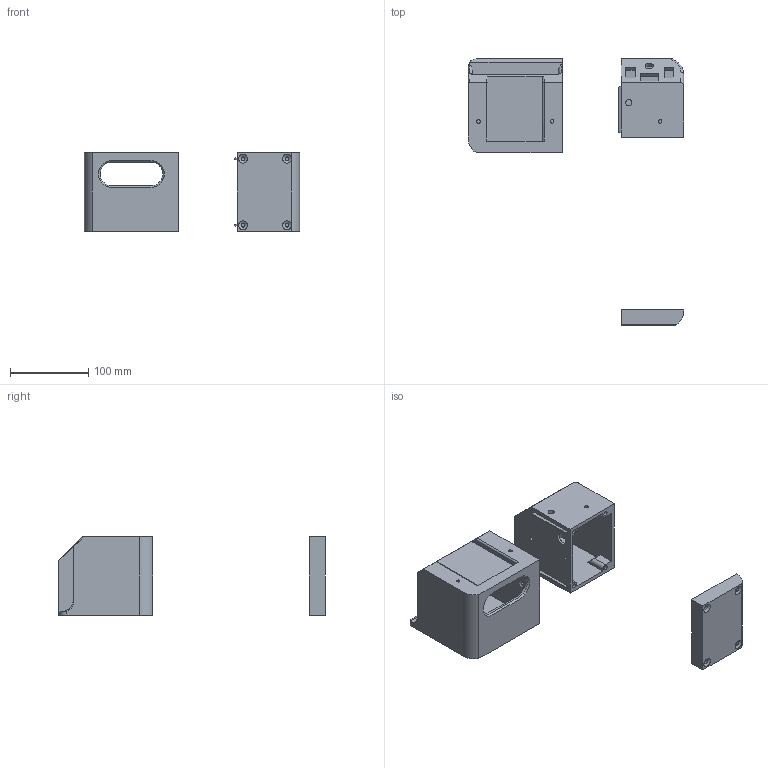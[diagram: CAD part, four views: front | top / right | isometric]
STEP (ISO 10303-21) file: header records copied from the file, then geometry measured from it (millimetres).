
FILE_DESCRIPTION(/* description */ (''),/* implementation_level */ '2;1');
FILE_NAME(/* name */ 'Fumes Desk Filter CA2 - electrical boxes.step',/* time_stamp */ '2025-04-28T05:47:32-06:00',/* author */ (''),/* organization */ (''),/* preprocessor_version */ 'ST-DEVELOPER v20.1',/* originating_system */ 'Autodesk Translation Framework v14.4.0.0',/* authorisation */ '');
FILE_SCHEMA (('AUTOMOTIVE_DESIGN { 1 0 10303 214 3 1 1 }'));
Length unit declared in the file: millimetre
Products named in the file (1): Electrical & Battery Boxes
Bounding box: 275 x 340 x 100 mm (x, y, z)
Volume: 535114.4 mm3; surface area: 213906.8 mm2
Topology: 16 solids, 16 shells, 978 faces, 2697 edges, 1791 vertices
Faces by surface type: bspline 603, plane 290, cylinder 71, cone 11, torus 3
Full cylindrical faces by diameter (mm): 2.4 x2, 2.8 x4, 4.5 x15, 5.6 x4, 6.4 x4, 7 x4, 8 x1, 8.2 x4, 10.7 x1, 15 x2
Entity records: 36829 total; most frequent: CARTESIAN_POINT 15797, ORIENTED_EDGE 5394, EDGE_CURVE 2697, DIRECTION 2391, VERTEX_POINT 1791, LINE 1325, VECTOR 1325, B_SPLINE_CURVE_WITH_KNOTS 1213
